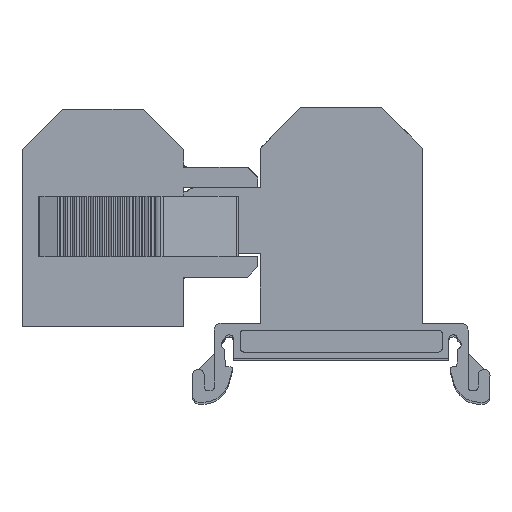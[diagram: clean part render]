
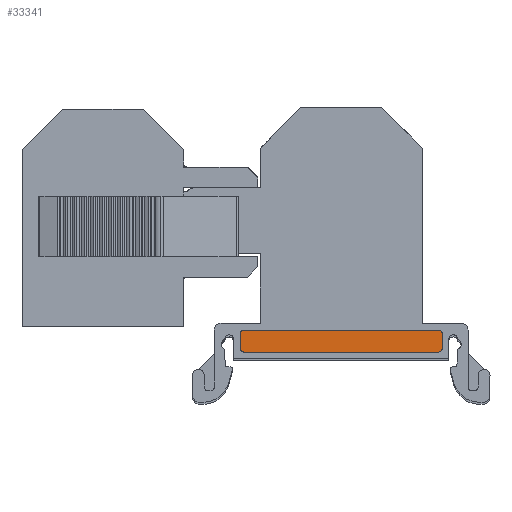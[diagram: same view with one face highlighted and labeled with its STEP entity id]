
A CAD part, front view. The second image highlights one B-rep face of the part: STEP entity #33341.
In plain terms, the highlighted planar face has unit normal (0, -1, 0).
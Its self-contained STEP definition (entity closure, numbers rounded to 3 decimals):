
#805=CIRCLE('',#35444,0.5);
#806=CIRCLE('',#35445,0.5);
#807=CIRCLE('',#35446,0.5);
#808=CIRCLE('',#35447,0.5);
#3937=ORIENTED_EDGE('',*,*,#13495,.F.);
#3938=ORIENTED_EDGE('',*,*,#13496,.T.);
#3939=ORIENTED_EDGE('',*,*,#13497,.F.);
#3940=ORIENTED_EDGE('',*,*,#13498,.T.);
#3941=ORIENTED_EDGE('',*,*,#13499,.F.);
#3942=ORIENTED_EDGE('',*,*,#13500,.T.);
#3943=ORIENTED_EDGE('',*,*,#13501,.F.);
#3944=ORIENTED_EDGE('',*,*,#13502,.T.);
#13495=EDGE_CURVE('',#18296,#18297,#21524,.T.);
#13496=EDGE_CURVE('',#18296,#18298,#805,.T.);
#13497=EDGE_CURVE('',#18299,#18298,#21525,.T.);
#13498=EDGE_CURVE('',#18299,#18300,#806,.T.);
#13499=EDGE_CURVE('',#18301,#18300,#21526,.T.);
#13500=EDGE_CURVE('',#18301,#18302,#807,.T.);
#13501=EDGE_CURVE('',#18303,#18302,#21527,.T.);
#13502=EDGE_CURVE('',#18303,#18297,#808,.T.);
#18296=VERTEX_POINT('',#50496);
#18297=VERTEX_POINT('',#50497);
#18298=VERTEX_POINT('',#50499);
#18299=VERTEX_POINT('',#50501);
#18300=VERTEX_POINT('',#50503);
#18301=VERTEX_POINT('',#50505);
#18302=VERTEX_POINT('',#50507);
#18303=VERTEX_POINT('',#50509);
#21524=LINE('',#50495,#25274);
#21525=LINE('',#50500,#25275);
#21526=LINE('',#50504,#25276);
#21527=LINE('',#50508,#25277);
#25274=VECTOR('',#40096,1000.);
#25275=VECTOR('',#40099,1000.);
#25276=VECTOR('',#40102,1000.);
#25277=VECTOR('',#40105,1000.);
#28396=EDGE_LOOP('',(#3937,#3938,#3939,#3940,#3941,#3942,#3943,#3944));
#30249=FACE_BOUND('',#28396,.T.);
#31947=PLANE('',#35443);
#33341=ADVANCED_FACE('',(#30249),#31947,.T.);
#35443=AXIS2_PLACEMENT_3D('',#50494,#40094,#40095);
#35444=AXIS2_PLACEMENT_3D('',#50498,#40097,#40098);
#35445=AXIS2_PLACEMENT_3D('',#50502,#40100,#40101);
#35446=AXIS2_PLACEMENT_3D('',#50506,#40103,#40104);
#35447=AXIS2_PLACEMENT_3D('',#50510,#40106,#40107);
#40094=DIRECTION('',(0.,-1.,0.));
#40095=DIRECTION('',(1.,0.,0.));
#40096=DIRECTION('',(0.,0.,1.));
#40097=DIRECTION('',(0.,-1.,0.));
#40098=DIRECTION('',(1.,0.,0.));
#40099=DIRECTION('',(-1.,0.,0.));
#40100=DIRECTION('',(0.,-1.,0.));
#40101=DIRECTION('',(1.,0.,0.));
#40102=DIRECTION('',(0.,0.,-1.));
#40103=DIRECTION('',(0.,-1.,0.));
#40104=DIRECTION('',(1.,0.,0.));
#40105=DIRECTION('',(1.,0.,0.));
#40106=DIRECTION('',(0.,-1.,0.));
#40107=DIRECTION('',(1.,0.,0.));
#50494=CARTESIAN_POINT('',(-9.116,-70.513,-20.926));
#50495=CARTESIAN_POINT('',(-9.116,-70.513,-20.926));
#50496=CARTESIAN_POINT('',(-9.116,-70.513,-20.426));
#50497=CARTESIAN_POINT('',(-9.116,-70.513,-18.178));
#50498=CARTESIAN_POINT('',(-8.616,-70.513,-20.426));
#50499=CARTESIAN_POINT('',(-8.616,-70.513,-20.926));
#50500=CARTESIAN_POINT('',(20.83,-70.513,-20.926));
#50501=CARTESIAN_POINT('',(20.33,-70.513,-20.926));
#50502=CARTESIAN_POINT('',(20.33,-70.513,-20.426));
#50503=CARTESIAN_POINT('',(20.83,-70.513,-20.426));
#50504=CARTESIAN_POINT('',(20.83,-70.513,-17.678));
#50505=CARTESIAN_POINT('',(20.83,-70.513,-18.178));
#50506=CARTESIAN_POINT('',(20.33,-70.513,-18.178));
#50507=CARTESIAN_POINT('',(20.33,-70.513,-17.678));
#50508=CARTESIAN_POINT('',(-9.116,-70.513,-17.678));
#50509=CARTESIAN_POINT('',(-8.616,-70.513,-17.678));
#50510=CARTESIAN_POINT('',(-8.616,-70.513,-18.178));
